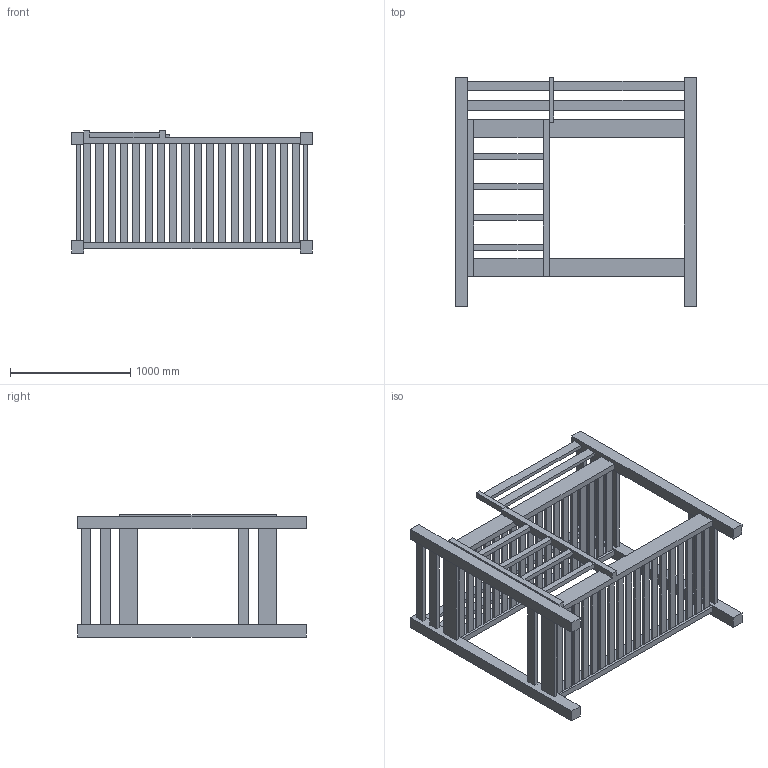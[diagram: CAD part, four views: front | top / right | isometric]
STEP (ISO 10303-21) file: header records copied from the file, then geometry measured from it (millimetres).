
FILE_DESCRIPTION( ( 'STEP AP214' ), ' ' );
FILE_NAME( 'psolqas195330639598.stp', '2016-05-01T17:53:30', ( '' ), ( '' ), ' ', 'PARTsolutions', ' ' );
FILE_SCHEMA( ( 'AUTOMOTIVE_DESIGN { 1 0 10303 214 1 1 1 1 }' ) );
Length unit declared in the file: metre
Products named in the file (1): Boss-Extrude13
Bounding box: 2000 x 1900 x 1013.49 mm (x, y, z)
Volume: 202280163.1 mm3; surface area: 14956799.5 mm2
Topology: 1 solids, 1 shells, 348 faces, 1109 edges, 689 vertices
Faces by surface type: plane 348
Entity records: 12024 total; most frequent: ORIENTED_EDGE 2218, CARTESIAN_POINT 2147, DIRECTION 1807, EDGE_CURVE 1109, LINE 1109, VECTOR 1109, VERTEX_POINT 689, EDGE_LOOP 386
